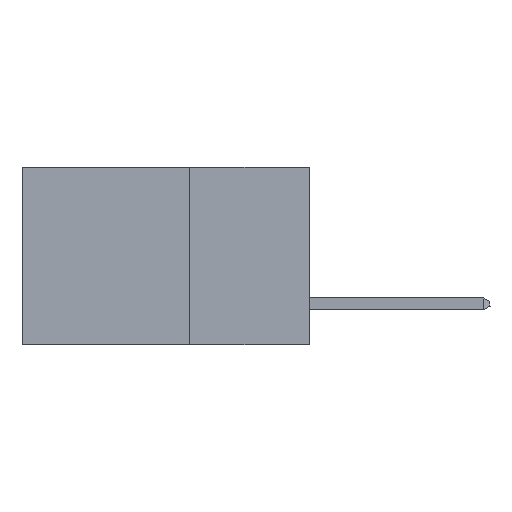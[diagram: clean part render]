
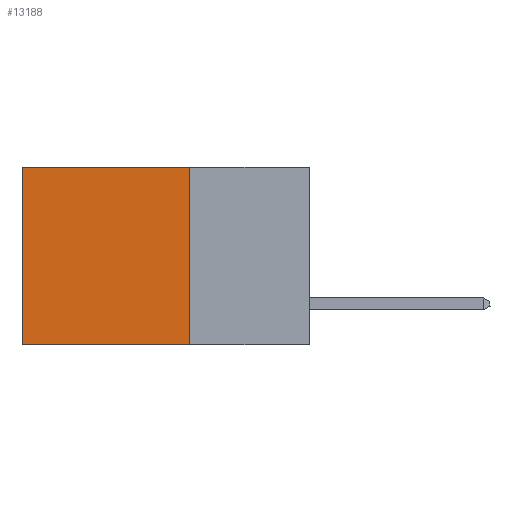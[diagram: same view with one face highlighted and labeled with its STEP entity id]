
A CAD part, left-side view. The second image highlights one B-rep face of the part: STEP entity #13188.
In plain terms, the highlighted planar face has unit normal (-1, 0, 0).
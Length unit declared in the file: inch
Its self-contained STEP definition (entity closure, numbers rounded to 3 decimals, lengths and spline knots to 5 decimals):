
#277 = EDGE_CURVE ( 'NONE', #11378, #6532, #12396, .T. ) ;
#538 = CARTESIAN_POINT ( 'NONE',  ( 0.2875, 0.25, -0.37 ) ) ;
#1433 = DIRECTION ( 'NONE',  ( 1., 0., 0. ) ) ;
#2882 = EDGE_CURVE ( 'NONE', #11323, #10271, #7342, .T. ) ;
#3261 = VECTOR ( 'NONE', #6658, 39.37008 ) ;
#3841 = ORIENTED_EDGE ( 'NONE', *, *, #2882, .T. ) ;
#4148 = CARTESIAN_POINT ( 'NONE',  ( 0.2875, 0.6, 0. ) ) ;
#4458 = CARTESIAN_POINT ( 'NONE',  ( 0.2875, 0.25, 0. ) ) ;
#4764 = ORIENTED_EDGE ( 'NONE', *, *, #9419, .F. ) ;
#5579 = PLANE ( 'NONE',  #8604 ) ;
#5727 = FACE_OUTER_BOUND ( 'NONE', #8904, .T. ) ;
#6343 = DIRECTION ( 'NONE',  ( 0., 0., -1. ) ) ;
#6532 = VERTEX_POINT ( 'NONE', #7641 ) ;
#6658 = DIRECTION ( 'NONE',  ( 0., 1., 0. ) ) ;
#6668 = VECTOR ( 'NONE', #6343, 39.37008 ) ;
#6690 = DIRECTION ( 'NONE',  ( 0., 0., -1. ) ) ;
#6952 = EDGE_CURVE ( 'NONE', #11378, #11323, #10513, .T. ) ;
#7342 = LINE ( 'NONE', #4148, #6668 ) ;
#7504 = VECTOR ( 'NONE', #12064, 39.37008 ) ;
#7641 = CARTESIAN_POINT ( 'NONE',  ( 0.2875, 0.25, -0.37 ) ) ;
#7911 = CARTESIAN_POINT ( 'NONE',  ( 0.2875, 0.6, 0. ) ) ;
#8604 = AXIS2_PLACEMENT_3D ( 'NONE', #4458, #1433, #11916 ) ;
#8904 = EDGE_LOOP ( 'NONE', ( #3841, #4764, #9520, #11939 ) ) ;
#9419 = EDGE_CURVE ( 'NONE', #6532, #10271, #10302, .T. ) ;
#9520 = ORIENTED_EDGE ( 'NONE', *, *, #277, .F. ) ;
#9715 = CARTESIAN_POINT ( 'NONE',  ( 0.2875, 0.25, 0. ) ) ;
#10271 = VERTEX_POINT ( 'NONE', #11573 ) ;
#10302 = LINE ( 'NONE', #538, #7504 ) ;
#10513 = LINE ( 'NONE', #11591, #3261 ) ;
#11323 = VERTEX_POINT ( 'NONE', #7911 ) ;
#11378 = VERTEX_POINT ( 'NONE', #12936 ) ;
#11573 = CARTESIAN_POINT ( 'NONE',  ( 0.2875, 0.6, -0.37 ) ) ;
#11591 = CARTESIAN_POINT ( 'NONE',  ( 0.2875, 0.25, 0. ) ) ;
#11916 = DIRECTION ( 'NONE',  ( 0., 0., -1. ) ) ;
#11939 = ORIENTED_EDGE ( 'NONE', *, *, #6952, .T. ) ;
#12064 = DIRECTION ( 'NONE',  ( 0., 1., 0. ) ) ;
#12069 = VECTOR ( 'NONE', #6690, 39.37008 ) ;
#12396 = LINE ( 'NONE', #9715, #12069 ) ;
#12936 = CARTESIAN_POINT ( 'NONE',  ( 0.2875, 0.25, 0. ) ) ;
#13188 = ADVANCED_FACE ( 'NONE', ( #5727 ), #5579, .F. ) ;
